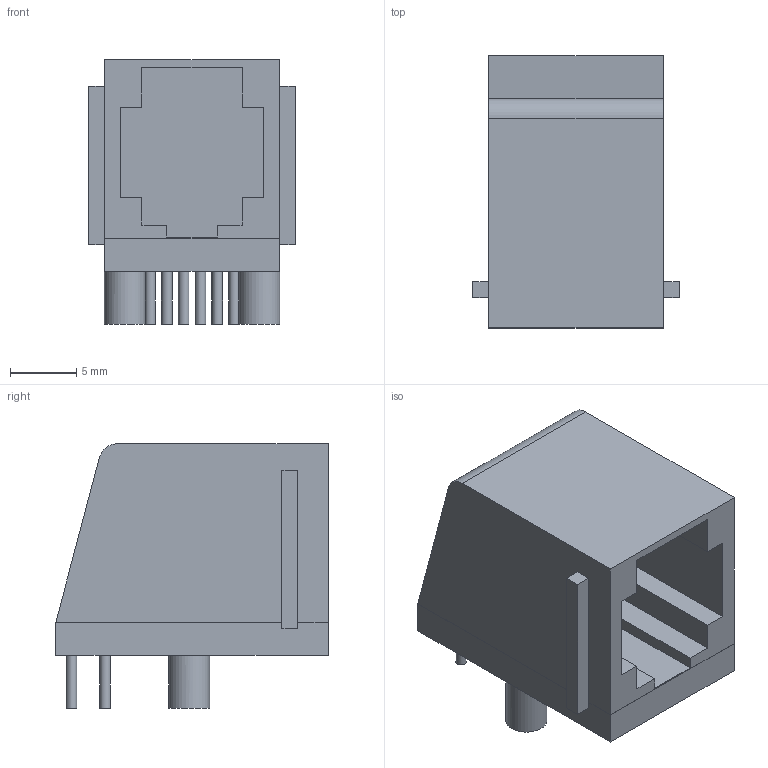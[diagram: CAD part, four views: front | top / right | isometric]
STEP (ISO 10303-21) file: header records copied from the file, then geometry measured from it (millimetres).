
FILE_DESCRIPTION(('FreeCAD Model'),'2;1');
FILE_NAME('MEBP6-6S.stp', '2020-11-27T19:48:08',('Author'),(''), 'Open CASCADE STEP processor 7.3','FreeCAD','Unknown');
FILE_SCHEMA(('AUTOMOTIVE_DESIGN { 1 0 10303 214 1 1 1 1 }'));
Length unit declared in the file: millimetre
Products named in the file (1): Fillet
Bounding box: 15.61 x 20.57 x 20 mm (x, y, z)
Volume: 2748 mm3; surface area: 2298.2 mm2
Topology: 1 solids, 1 shells, 65 faces, 152 edges, 96 vertices
Faces by surface type: plane 56, cylinder 9
Full cylindrical faces by diameter (mm): 0.8 x6, 3.1 x2
Entity records: 2288 total; most frequent: CARTESIAN_POINT 314, DIRECTION 306, ORIENTED_EDGE 304, EDGE_CURVE 152, LINE 130, VECTOR 130, VERTEX_POINT 96, AXIS2_PLACEMENT_3D 88
